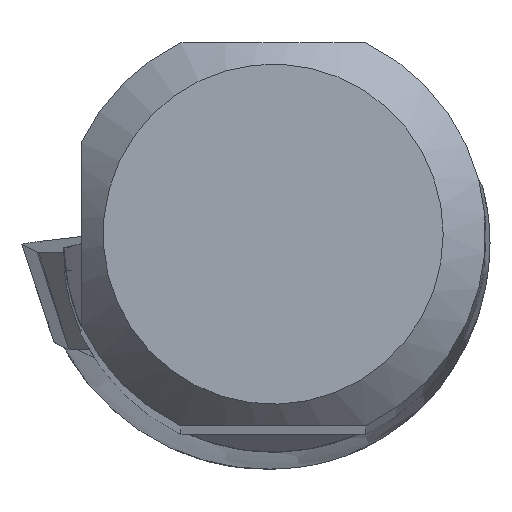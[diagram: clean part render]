
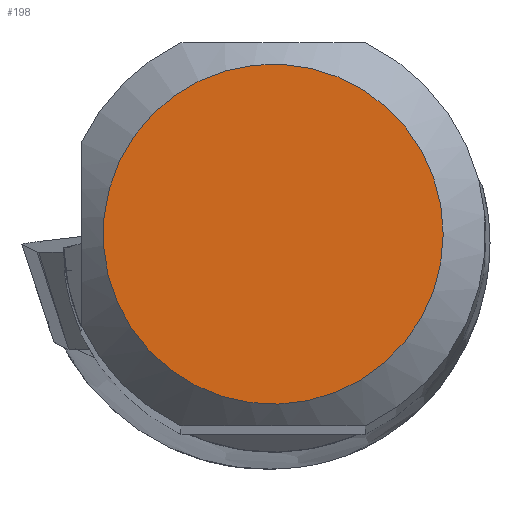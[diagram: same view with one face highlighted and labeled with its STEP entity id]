
A CAD part, top view. The second image highlights one B-rep face of the part: STEP entity #198.
In plain terms, the highlighted planar face has unit normal (0, 0, 1).
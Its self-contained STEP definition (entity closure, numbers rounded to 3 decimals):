
#150=FACE_OUTER_BOUND('',#293,.T.);
#198=ADVANCED_FACE('',(#150),#230,.T.);
#230=PLANE('',#1080);
#293=EDGE_LOOP('',(#465));
#337=CIRCLE('',#1079,3.994);
#465=ORIENTED_EDGE('',*,*,#757,.T.);
#654=VERTEX_POINT('',#1675);
#757=EDGE_CURVE('',#654,#654,#337,.T.);
#1079=AXIS2_PLACEMENT_3D('',#1674,#1268,#1269);
#1080=AXIS2_PLACEMENT_3D('',#1676,#1270,#1271);
#1268=DIRECTION('',(0.,0.,1.));
#1269=DIRECTION('',(1.,0.,0.));
#1270=DIRECTION('',(0.,0.,1.));
#1271=DIRECTION('',(1.,0.,0.));
#1674=CARTESIAN_POINT('',(0.,0.,0.));
#1675=CARTESIAN_POINT('',(3.994,0.,0.));
#1676=CARTESIAN_POINT('',(0.,0.,
0.));
